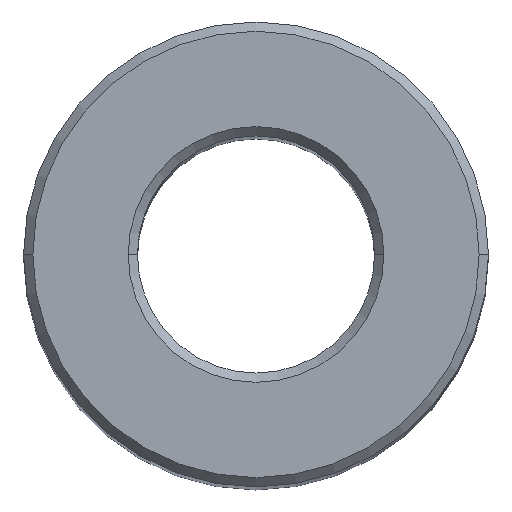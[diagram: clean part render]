
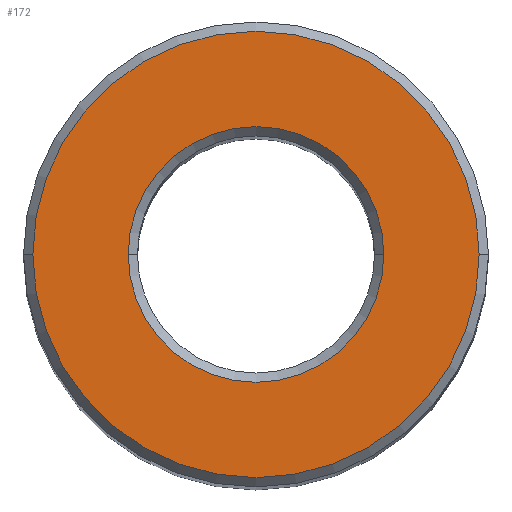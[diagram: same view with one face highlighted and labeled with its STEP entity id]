
A CAD part, top view. The second image highlights one B-rep face of the part: STEP entity #172.
In plain terms, the highlighted planar face has unit normal (0, 0, 1).
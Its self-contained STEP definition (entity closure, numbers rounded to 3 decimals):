
#14 = AXIS2_PLACEMENT_3D ( 'NONE', #78, #413, #332 ) ;
#21 = CARTESIAN_POINT ( 'NONE',  ( 2.75, 0., 38.1 ) ) ;
#23 = CIRCLE ( 'NONE', #14, 4.8 ) ;
#31 = CARTESIAN_POINT ( 'NONE',  ( -4.8, 0., 38.1 ) ) ;
#36 = ORIENTED_EDGE ( 'NONE', *, *, #167, .T. ) ;
#45 = CARTESIAN_POINT ( 'NONE',  ( 0., 0., 38.1 ) ) ;
#47 = DIRECTION ( 'NONE',  ( 1., 0., 0. ) ) ;
#67 = DIRECTION ( 'NONE',  ( 1., 0., 0. ) ) ;
#71 = DIRECTION ( 'NONE',  ( 0., 0., -1. ) ) ;
#76 = CARTESIAN_POINT ( 'NONE',  ( 0., 0., 38.1 ) ) ;
#78 = CARTESIAN_POINT ( 'NONE',  ( 0., 0., 38.1 ) ) ;
#81 = FACE_BOUND ( 'NONE', #371, .T. ) ;
#90 = CIRCLE ( 'NONE', #315, 4.8 ) ;
#103 = ORIENTED_EDGE ( 'NONE', *, *, #119, .T. ) ;
#119 = EDGE_CURVE ( 'NONE', #341, #334, #122, .T. ) ;
#122 = CIRCLE ( 'NONE', #390, 2.75 ) ;
#127 = ORIENTED_EDGE ( 'NONE', *, *, #347, .T. ) ;
#166 = CARTESIAN_POINT ( 'NONE',  ( 0., 0., 38.1 ) ) ;
#167 = EDGE_CURVE ( 'NONE', #194, #239, #90, .T. ) ;
#170 = DIRECTION ( 'NONE',  ( 0., 0., -1. ) ) ;
#172 = ADVANCED_FACE ( 'NONE', ( #81, #428 ), #200, .T. ) ;
#174 = DIRECTION ( 'NONE',  ( 1., 0., 0. ) ) ;
#180 = CIRCLE ( 'NONE', #406, 2.75 ) ;
#194 = VERTEX_POINT ( 'NONE', #296 ) ;
#200 = PLANE ( 'NONE',  #380 ) ;
#239 = VERTEX_POINT ( 'NONE', #31 ) ;
#242 = EDGE_CURVE ( 'NONE', #334, #341, #180, .T. ) ;
#258 = ORIENTED_EDGE ( 'NONE', *, *, #242, .T. ) ;
#296 = CARTESIAN_POINT ( 'NONE',  ( 4.8, 0., 38.1 ) ) ;
#312 = DIRECTION ( 'NONE',  ( 1., 0., 0. ) ) ;
#315 = AXIS2_PLACEMENT_3D ( 'NONE', #418, #399, #312 ) ;
#332 = DIRECTION ( 'NONE',  ( 1., 0., 0. ) ) ;
#334 = VERTEX_POINT ( 'NONE', #362 ) ;
#341 = VERTEX_POINT ( 'NONE', #21 ) ;
#344 = EDGE_LOOP ( 'NONE', ( #127, #36 ) ) ;
#347 = EDGE_CURVE ( 'NONE', #239, #194, #23, .T. ) ;
#362 = CARTESIAN_POINT ( 'NONE',  ( -2.75, 0., 38.1 ) ) ;
#371 = EDGE_LOOP ( 'NONE', ( #103, #258 ) ) ;
#380 = AXIS2_PLACEMENT_3D ( 'NONE', #45, #405, #47 ) ;
#390 = AXIS2_PLACEMENT_3D ( 'NONE', #76, #71, #67 ) ;
#399 = DIRECTION ( 'NONE',  ( 0., 0., 1. ) ) ;
#405 = DIRECTION ( 'NONE',  ( 0., 0., 1. ) ) ;
#406 = AXIS2_PLACEMENT_3D ( 'NONE', #166, #170, #174 ) ;
#413 = DIRECTION ( 'NONE',  ( 0., 0., 1. ) ) ;
#418 = CARTESIAN_POINT ( 'NONE',  ( 0., 0., 38.1 ) ) ;
#428 = FACE_OUTER_BOUND ( 'NONE', #344, .T. ) ;
